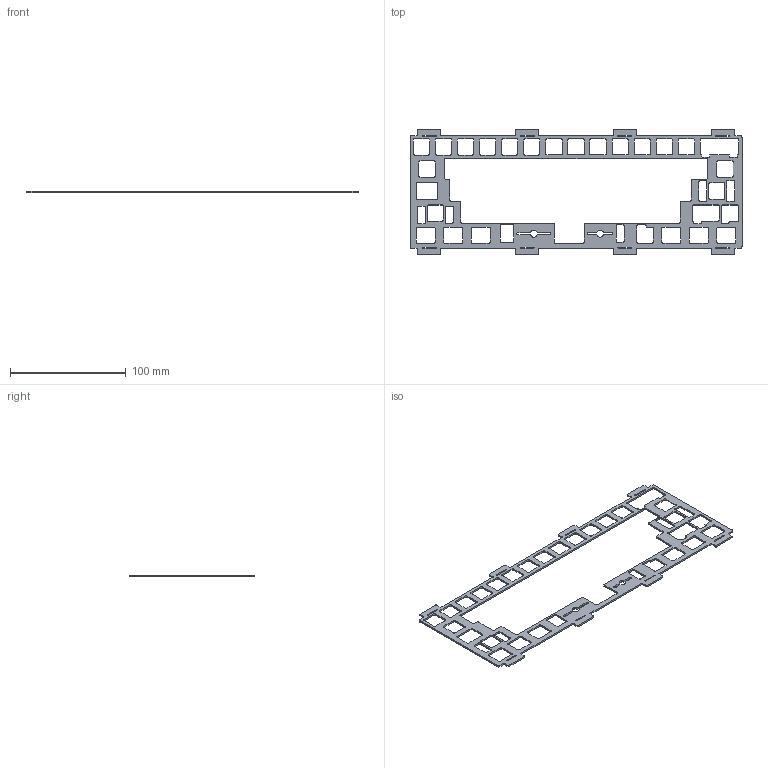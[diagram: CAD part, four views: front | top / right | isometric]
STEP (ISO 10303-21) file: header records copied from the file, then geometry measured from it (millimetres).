
FILE_DESCRIPTION(/* description */ (''),/* implementation_level */ '2;1');
FILE_NAME(/* name */ 'HALF PLATE (60).step',/* time_stamp */ '2023-05-03T17:02:00-04:00',/* author */ (''),/* organization */ (''),/* preprocessor_version */ 'ST-DEVELOPER v19.2',/* originating_system */ 'Autodesk Translation Framework v12.4.0.73',/* authorisation */ '');
FILE_SCHEMA (('AUTOMOTIVE_DESIGN { 1 0 10303 214 3 1 1 }'));
Length unit declared in the file: millimetre
Products named in the file (1): HALF PLATE 60
Bounding box: 286.4 x 108.35 x 1.5 mm (x, y, z)
Volume: 14341.9 mm3; surface area: 24621.5 mm2
Topology: 1 solids, 1 shells, 490 faces, 1464 edges, 976 vertices
Faces by surface type: plane 252, cylinder 238
Entity records: 16824 total; most frequent: CARTESIAN_POINT 2931, ORIENTED_EDGE 2928, DIRECTION 2922, EDGE_CURVE 1464, LINE 988, VECTOR 988, VERTEX_POINT 976, AXIS2_PLACEMENT_3D 967
